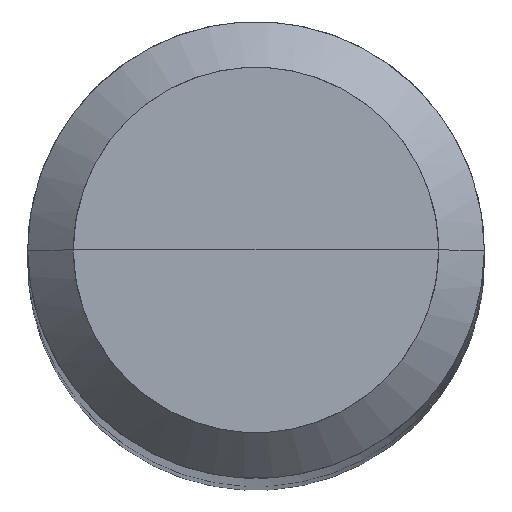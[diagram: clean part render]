
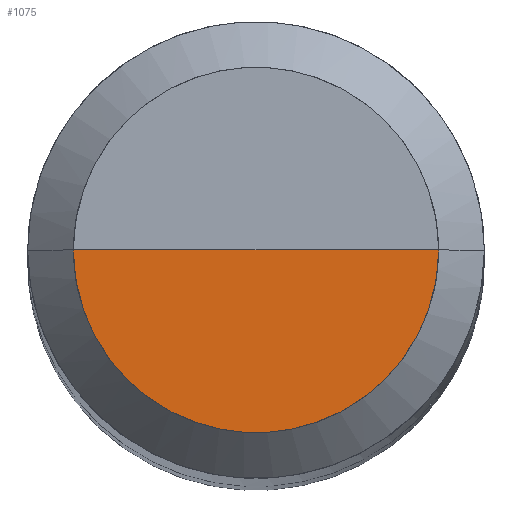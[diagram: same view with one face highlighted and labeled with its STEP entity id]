
A CAD part, top view. The second image highlights one B-rep face of the part: STEP entity #1075.
In plain terms, the highlighted free-form (B-spline) face has degree [1, 2] with [2, 5] control points.
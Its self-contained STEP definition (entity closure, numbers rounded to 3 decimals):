
#807=CARTESIAN_POINT('',(2.0,0.0,50.0));
#811=CARTESIAN_POINT('',(-2.0,0.0,50.0));
#812=CARTESIAN_POINT('',(0.0,0.0,50.0));
#816=CARTESIAN_POINT('',(-2.0,-2.0,50.0));
#817=CARTESIAN_POINT('',(0.0,-2.0,50.0));
#818=CARTESIAN_POINT('',(2.0,-2.0,50.0));
#1060=(
BOUNDED_SURFACE()
B_SPLINE_SURFACE(1,2,(
(#811,#816,#817,#818,#807),
(#812,#812,#812,#812,#812)
), .UNSPECIFIED.,.F.,.F.,.F.)
B_SPLINE_SURFACE_WITH_KNOTS((2,2),(3,2,3),(
0.0,1.0),(
0.0,0.5,1.0), .UNSPECIFIED.)
GEOMETRIC_REPRESENTATION_ITEM()
RATIONAL_B_SPLINE_SURFACE(((1.0,0.707,1.0,0.707,1.0),
(1.0,0.707,1.0,0.707,1.0)
))
REPRESENTATION_ITEM('')
SURFACE()
);
#1061=(
BOUNDED_CURVE()
B_SPLINE_CURVE(2,(#807,#818,#817,#816,#811),.UNSPECIFIED.,.F.,.F.)
B_SPLINE_CURVE_WITH_KNOTS((3,2,3),
(0.0,0.5,1.0),.UNSPECIFIED.)
CURVE()
GEOMETRIC_REPRESENTATION_ITEM()
RATIONAL_B_SPLINE_CURVE((1.0,0.707,1.0,0.707,1.0))
REPRESENTATION_ITEM('')
);
#1062=(
BOUNDED_CURVE()
B_SPLINE_CURVE(1,(#811,#812),.UNSPECIFIED.,.F.,.F.)
B_SPLINE_CURVE_WITH_KNOTS((2,2),
(0.0,1.0),.UNSPECIFIED.)
CURVE()
GEOMETRIC_REPRESENTATION_ITEM()
RATIONAL_B_SPLINE_CURVE((1.0,1.0))
REPRESENTATION_ITEM('')
);
#1063=(
BOUNDED_CURVE()
B_SPLINE_CURVE(1,(#812,#807),.UNSPECIFIED.,.F.,.F.)
B_SPLINE_CURVE_WITH_KNOTS((2,2),
(0.0,1.0),.UNSPECIFIED.)
CURVE()
GEOMETRIC_REPRESENTATION_ITEM()
RATIONAL_B_SPLINE_CURVE((1.0,1.0))
REPRESENTATION_ITEM('')
);
#1064=VERTEX_POINT('',#807);
#1065=VERTEX_POINT('',#811);
#1066=VERTEX_POINT('',#812);
#1067=EDGE_CURVE('',#1064,#1065,#1061,.T.);
#1068=EDGE_CURVE('',#1065,#1066,#1062,.T.);
#1069=EDGE_CURVE('',#1066,#1064,#1063,.T.);
#1070=ORIENTED_EDGE('',*,*,#1067,.T.);
#1071=ORIENTED_EDGE('',*,*,#1068,.T.);
#1072=ORIENTED_EDGE('',*,*,#1069,.T.);
#1073=EDGE_LOOP('',(#1070,#1071,#1072));
#1074=FACE_OUTER_BOUND('',#1073,.T.);
#1075=ADVANCED_FACE('',(#1074),#1060,.T.);
